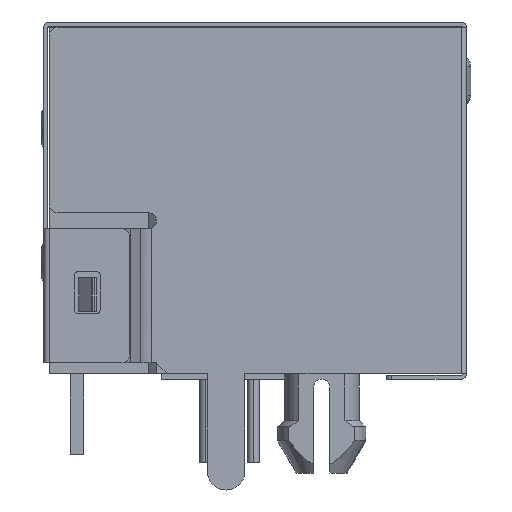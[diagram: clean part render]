
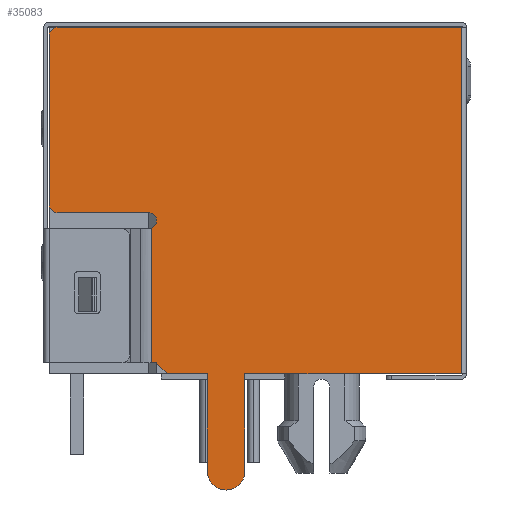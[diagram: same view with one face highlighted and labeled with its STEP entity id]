
A CAD part, left-side view. The second image highlights one B-rep face of the part: STEP entity #35083.
In plain terms, the highlighted planar face has unit normal (-1, 0, 0).
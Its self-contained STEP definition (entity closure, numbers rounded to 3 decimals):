
#28450=CARTESIAN_POINT('',(-16.325,1.085,-3.63));
#28451=DIRECTION('',(1.,0.,0.));
#28452=DIRECTION('',(0.,-1.,0.));
#28453=AXIS2_PLACEMENT_3D('',#28450,#28451,#28452);
#28455=DIRECTION('',(0.,-1.,0.));
#28456=VECTOR('',#28455,1.49);
#28457=CARTESIAN_POINT('',(-16.325,3.275,0.));
#28458=LINE('',#28457,#28456);
#28459=DIRECTION('',(0.,-0.707,-0.707));
#28460=VECTOR('',#28459,0.566);
#28461=CARTESIAN_POINT('',(-16.325,3.675,0.4));
#28462=LINE('',#28461,#28460);
#28463=CARTESIAN_POINT('',(-16.325,7.375,6.3));
#28464=DIRECTION('',(-1.,0.,0.));
#28465=DIRECTION('',(0.,1.,0.));
#28466=AXIS2_PLACEMENT_3D('',#28463,#28464,#28465);
#28468=DIRECTION('',(0.,0.,-1.));
#28469=VECTOR('',#28468,6.3);
#28470=CARTESIAN_POINT('',(-16.325,7.675,12.6));
#28471=LINE('',#28470,#28469);
#28472=CARTESIAN_POINT('',(-16.325,7.375,12.6));
#28473=DIRECTION('',(-1.,0.,0.));
#28474=DIRECTION('',(0.,0.,1.));
#28475=AXIS2_PLACEMENT_3D('',#28472,#28473,#28474);
#28477=DIRECTION('',(0.,1.,0.));
#28478=VECTOR('',#28477,15.05);
#28479=CARTESIAN_POINT('',(-16.325,-7.675,12.9));
#28480=LINE('',#28479,#28478);
#28481=DIRECTION('',(0.,0.,-1.));
#28482=VECTOR('',#28481,12.9);
#28483=CARTESIAN_POINT('',(-16.325,-7.675,12.9));
#28484=LINE('',#28483,#28482);
#28485=DIRECTION('',(0.,-1.,0.));
#28486=VECTOR('',#28485,8.06);
#28487=CARTESIAN_POINT('',(-16.325,0.385,0.));
#28488=LINE('',#28487,#28486);
#28489=DIRECTION('',(0.,0.,-1.));
#28490=VECTOR('',#28489,3.63);
#28491=CARTESIAN_POINT('',(-16.325,0.385,0.));
#28492=LINE('',#28491,#28490);
#29075=DIRECTION('',(0.,-1.,0.));
#29076=VECTOR('',#29075,0.199);
#29077=CARTESIAN_POINT('',(-16.325,3.874,0.4));
#29078=LINE('',#29077,#29076);
#29193=CARTESIAN_POINT('',(-16.325,3.975,5.7));
#29194=DIRECTION('',(1.,0.,0.));
#29195=DIRECTION('',(0.,0.,1.));
#29196=AXIS2_PLACEMENT_3D('',#29193,#29194,#29195);
#29227=DIRECTION('',(0.,-1.,0.));
#29228=VECTOR('',#29227,3.4);
#29229=CARTESIAN_POINT('',(-16.325,7.375,6.));
#29230=LINE('',#29229,#29228);
#30961=DIRECTION('',(0.,0.,-1.));
#30962=VECTOR('',#30961,5.017);
#30963=CARTESIAN_POINT('',(-16.325,3.874,5.417));
#30964=LINE('',#30963,#30962);
#31061=DIRECTION('',(0.,0.,-1.));
#31062=VECTOR('',#31061,3.63);
#31063=CARTESIAN_POINT('',(-16.325,1.785,0.));
#31064=LINE('',#31063,#31062);
#32637=CARTESIAN_POINT('',(-16.325,-7.675,0.));
#32639=VERTEX_POINT('',#32637);
#33007=CARTESIAN_POINT('',(-16.325,3.874,0.4));
#33008=VERTEX_POINT('',#33007);
#33045=CARTESIAN_POINT('',(-16.325,-7.675,12.9));
#33046=VERTEX_POINT('',#33045);
#33053=CARTESIAN_POINT('',(-16.325,3.675,0.4));
#33054=VERTEX_POINT('',#33053);
#33055=CARTESIAN_POINT('',(-16.325,3.275,0.));
#33056=VERTEX_POINT('',#33055);
#33089=CARTESIAN_POINT('',(-16.325,7.675,6.3));
#33090=CARTESIAN_POINT('',(-16.325,7.375,6.));
#33091=VERTEX_POINT('',#33089);
#33092=VERTEX_POINT('',#33090);
#33097=CARTESIAN_POINT('',(-16.325,7.375,12.9));
#33098=CARTESIAN_POINT('',(-16.325,7.675,12.6));
#33099=VERTEX_POINT('',#33097);
#33100=VERTEX_POINT('',#33098);
#33109=CARTESIAN_POINT('',(-16.325,3.975,6.));
#33111=VERTEX_POINT('',#33109);
#33119=CARTESIAN_POINT('',(-16.325,3.874,5.417));
#33120=VERTEX_POINT('',#33119);
#33172=CARTESIAN_POINT('',(-16.325,1.785,0.));
#33173=VERTEX_POINT('',#33172);
#33174=CARTESIAN_POINT('',(-16.325,0.385,0.));
#33175=VERTEX_POINT('',#33174);
#33534=CARTESIAN_POINT('',(-16.325,0.385,-3.63));
#33535=CARTESIAN_POINT('',(-16.325,1.785,-3.63));
#33536=VERTEX_POINT('',#33534);
#33537=VERTEX_POINT('',#33535);
#35046=CARTESIAN_POINT('',(-16.325,7.875,0.));
#35047=DIRECTION('',(-1.,0.,0.));
#35048=DIRECTION('',(0.,0.,1.));
#35049=AXIS2_PLACEMENT_3D('',#35046,#35047,#35048);
#35050=PLANE('',#35049);
#35052=ORIENTED_EDGE('',*,*,#35051,.T.);
#35054=ORIENTED_EDGE('',*,*,#35053,.F.);
#35056=ORIENTED_EDGE('',*,*,#35055,.F.);
#35058=ORIENTED_EDGE('',*,*,#35057,.F.);
#35060=ORIENTED_EDGE('',*,*,#35059,.F.);
#35062=ORIENTED_EDGE('',*,*,#35061,.F.);
#35064=ORIENTED_EDGE('',*,*,#35063,.F.);
#35066=ORIENTED_EDGE('',*,*,#35065,.F.);
#35068=ORIENTED_EDGE('',*,*,#35067,.F.);
#35070=ORIENTED_EDGE('',*,*,#35069,.F.);
#35072=ORIENTED_EDGE('',*,*,#35071,.F.);
#35074=ORIENTED_EDGE('',*,*,#35073,.F.);
#35076=ORIENTED_EDGE('',*,*,#35075,.T.);
#35078=ORIENTED_EDGE('',*,*,#35077,.F.);
#35080=ORIENTED_EDGE('',*,*,#35079,.T.);
#35081=EDGE_LOOP('',(#35052,#35054,#35056,#35058,#35060,#35062,#35064,#35066,
#35068,#35070,#35072,#35074,#35076,#35078,#35080));
#35082=FACE_OUTER_BOUND('',#35081,.F.);
#28454=CIRCLE('',#28453,0.7);
#28467=CIRCLE('',#28466,0.3);
#28476=CIRCLE('',#28475,0.3);
#29197=CIRCLE('',#29196,0.3);
#35051=EDGE_CURVE('',#33536,#33537,#28454,.T.);
#35053=EDGE_CURVE('',#33173,#33537,#31064,.T.);
#35055=EDGE_CURVE('',#33056,#33173,#28458,.T.);
#35057=EDGE_CURVE('',#33054,#33056,#28462,.T.);
#35059=EDGE_CURVE('',#33008,#33054,#29078,.T.);
#35061=EDGE_CURVE('',#33120,#33008,#30964,.T.);
#35063=EDGE_CURVE('',#33111,#33120,#29197,.T.);
#35065=EDGE_CURVE('',#33092,#33111,#29230,.T.);
#35067=EDGE_CURVE('',#33091,#33092,#28467,.T.);
#35069=EDGE_CURVE('',#33100,#33091,#28471,.T.);
#35071=EDGE_CURVE('',#33099,#33100,#28476,.T.);
#35073=EDGE_CURVE('',#33046,#33099,#28480,.T.);
#35075=EDGE_CURVE('',#33046,#32639,#28484,.T.);
#35077=EDGE_CURVE('',#33175,#32639,#28488,.T.);
#35079=EDGE_CURVE('',#33175,#33536,#28492,.T.);
#35083=ADVANCED_FACE('',(#35082),#35050,.T.);
